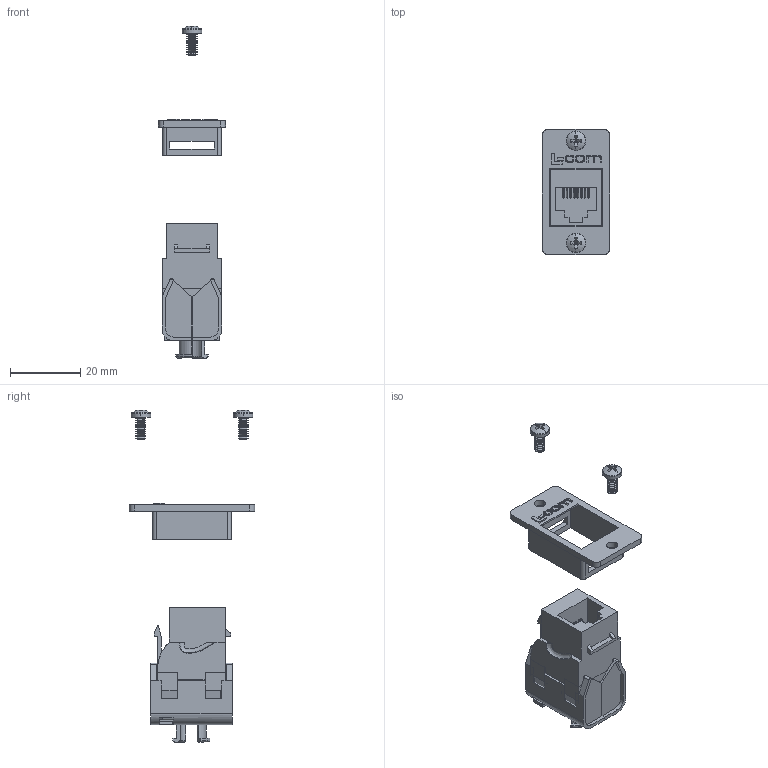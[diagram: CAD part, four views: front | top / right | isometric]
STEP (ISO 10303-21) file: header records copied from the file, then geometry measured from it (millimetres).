
FILE_DESCRIPTION (( 'STEP AP214' ), '1' );
FILE_NAME ('ECFRJTLC5E.STEP', '2013-09-19T14:55:28', ( 'L-Com' ), ( 'L-Com Global Connectivity' ), 'SwSTEP 2.0', 'SolidWorks 2012', '' );
FILE_SCHEMA (( 'AUTOMOTIVE_DESIGN' ));
Length unit declared in the file: inch
Products named in the file (8): 91772A106_default; RJTLC5E; RJTLC5E-MA1; RJTLC5E-MA4; RJTLC5E-MA2; RJTLC5E-MA3; ECF-SK_with Global Connectivity logo; ECFRJTLC5E
Assembly tree (9 placements, depth 3):
  ECFRJTLC5E
    ECF-SK_with Global Connectivity logo
    RJTLC5E
      RJTLC5E-MA3
      RJTLC5E-MA2  x2
      RJTLC5E-MA4
      RJTLC5E-MA1
    91772A106_default  x2
Bounding box: 19.05 x 35.56 x 94.29 mm (x, y, z)
Volume: 8852.4 mm3; surface area: 12296.4 mm2
Topology: 8 solids, 8 shells, 1105 faces, 3107 edges, 2038 vertices
Faces by surface type: plane 681, cylinder 246, bspline 86, cone 76, torus 12, sphere 4
Entity records: 43635 total; most frequent: CARTESIAN_POINT 10402, ORIENTED_EDGE 5396, DIRECTION 4655, EDGE_CURVE 2698, VECTOR 1993, LINE 1993, VERTEX_POINT 1778, AXIS2_PLACEMENT_3D 1331
